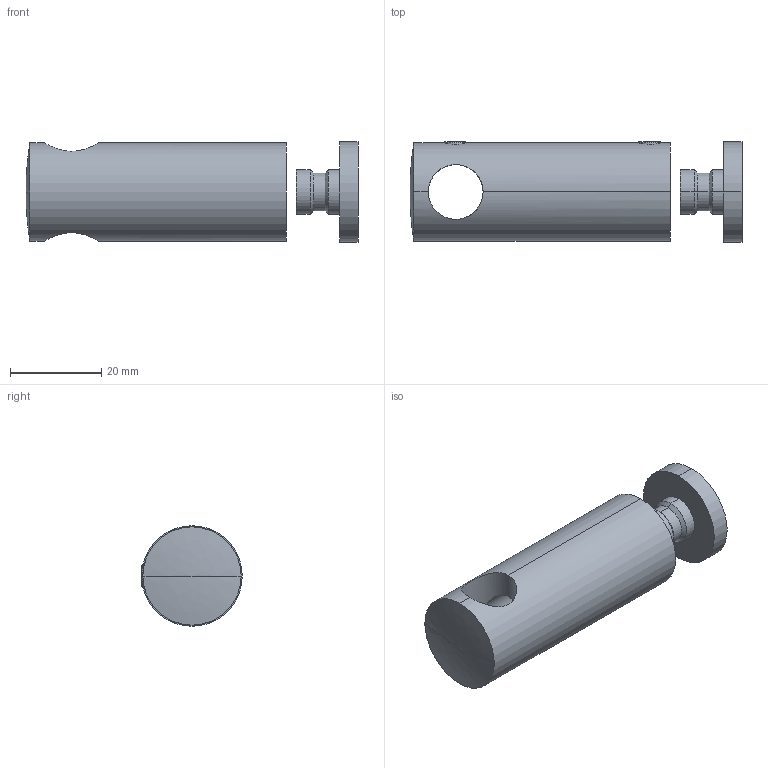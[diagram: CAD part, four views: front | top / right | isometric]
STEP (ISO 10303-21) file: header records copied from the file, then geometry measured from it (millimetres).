
FILE_DESCRIPTION (( 'STEP AP203' ), '1' );
FILE_NAME ('3D_GT3432_Flach x 12_188734300.STEP', '2024-10-21T11:08:07', ( '' ), ( '' ), 'SwSTEP 2.0', 'SolidWorks 2023', '' );
FILE_SCHEMA (( 'CONFIG_CONTROL_DESIGN' ));
Length unit declared in the file: millimetre
Products named in the file (1): 3D_GT3432_Flach x 12_188734300
Bounding box: 72.69 x 22 x 22 mm (x, y, z)
Volume: 16634.9 mm3; surface area: 7797.9 mm2
Topology: 2 solids, 2 shells, 67 faces, 153 edges, 92 vertices
Faces by surface type: cylinder 25, plane 22, cone 10, bspline 6, torus 4
Entity records: 5483 total; most frequent: CARTESIAN_POINT 3935, ORIENTED_EDGE 302, DIRECTION 298, EDGE_CURVE 151, AXIS2_PLACEMENT_3D 113, VERTEX_POINT 92, EDGE_LOOP 77, VECTOR 72
